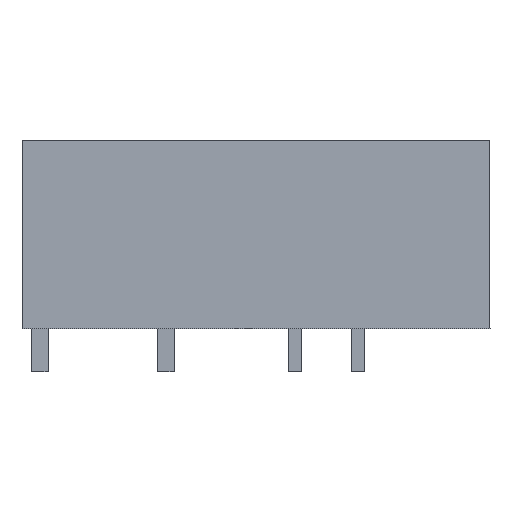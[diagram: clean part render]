
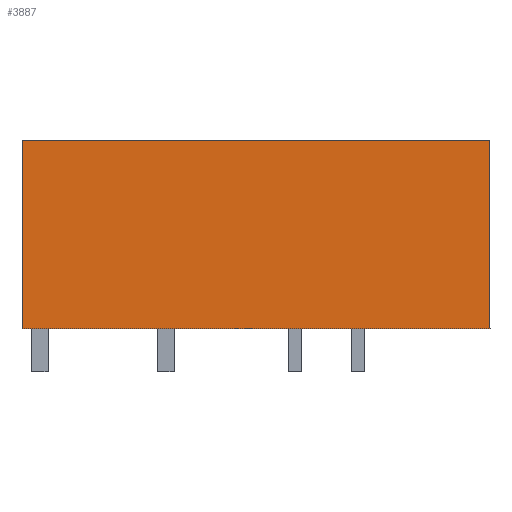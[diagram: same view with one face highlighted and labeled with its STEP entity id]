
A CAD part, left-side view. The second image highlights one B-rep face of the part: STEP entity #3887.
In plain terms, the highlighted planar face has unit normal (-1, 0, 0).
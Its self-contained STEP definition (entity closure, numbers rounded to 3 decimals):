
#3874=AXIS2_PLACEMENT_3D('Plane Axis2P3D',#3871,#3872,#3873) ;
#1230=CARTESIAN_POINT('Vertex',(0.,28.3,2.6)) ;
#1233=CARTESIAN_POINT('Line Origine',(0.,28.3,8.3)) ;
#1237=CARTESIAN_POINT('Vertex',(0.,28.3,14.)) ;
#1384=CARTESIAN_POINT('Line Origine',(0.,14.15,14.)) ;
#1388=CARTESIAN_POINT('Vertex',(0.,0.,14.)) ;
#2964=CARTESIAN_POINT('Vertex',(0.,0.,2.6)) ;
#3120=CARTESIAN_POINT('Line Origine',(0.,0.,8.3)) ;
#3871=CARTESIAN_POINT('Axis2P3D Location',(0.,28.3,-0.9)) ;
#3876=CARTESIAN_POINT('Line Origine',(0.,14.15,2.6)) ;
#1234=DIRECTION('Vector Direction',(0.,0.,1.)) ;
#1385=DIRECTION('Vector Direction',(0.,1.,0.)) ;
#3121=DIRECTION('Vector Direction',(0.,0.,-1.)) ;
#3872=DIRECTION('Axis2P3D Direction',(-1.,0.,0.)) ;
#3873=DIRECTION('Axis2P3D XDirection',(0.,-1.,0.)) ;
#3877=DIRECTION('Vector Direction',(0.,1.,0.)) ;
#1235=VECTOR('Line Direction',#1234,1.) ;
#1386=VECTOR('Line Direction',#1385,1.) ;
#3122=VECTOR('Line Direction',#3121,1.) ;
#3878=VECTOR('Line Direction',#3877,1.) ;
#3882=ORIENTED_EDGE('',*,*,#3880,.F.) ;
#3883=ORIENTED_EDGE('',*,*,#3124,.F.) ;
#3884=ORIENTED_EDGE('',*,*,#1390,.T.) ;
#3885=ORIENTED_EDGE('',*,*,#1239,.T.) ;
#3887=ADVANCED_FACE('housing',(#3886),#3875,.T.) ;
#1239=EDGE_CURVE('',#1238,#1231,#1236,.F.) ;
#1390=EDGE_CURVE('',#1389,#1238,#1387,.T.) ;
#3124=EDGE_CURVE('',#1389,#2965,#3123,.T.) ;
#3880=EDGE_CURVE('',#2965,#1231,#3879,.T.) ;
#3881=EDGE_LOOP('',(#3882,#3883,#3884,#3885)) ;
#3886=FACE_OUTER_BOUND('',#3881,.T.) ;
#1236=LINE('Line',#1233,#1235) ;
#1387=LINE('Line',#1384,#1386) ;
#3123=LINE('Line',#3120,#3122) ;
#3879=LINE('Line',#3876,#3878) ;
#3875=PLANE('',#3874) ;
#1231=VERTEX_POINT('',#1230) ;
#1238=VERTEX_POINT('',#1237) ;
#1389=VERTEX_POINT('',#1388) ;
#2965=VERTEX_POINT('',#2964) ;
